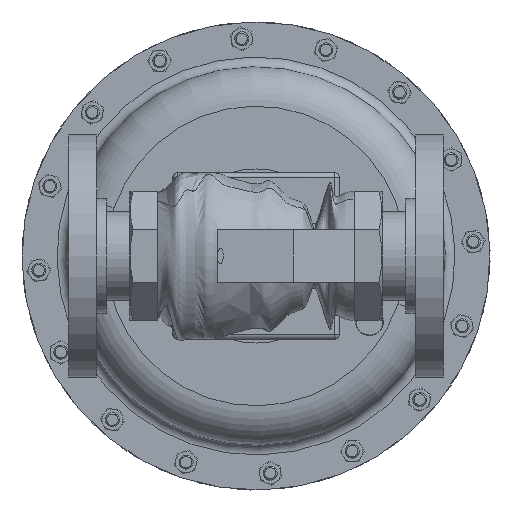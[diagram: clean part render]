
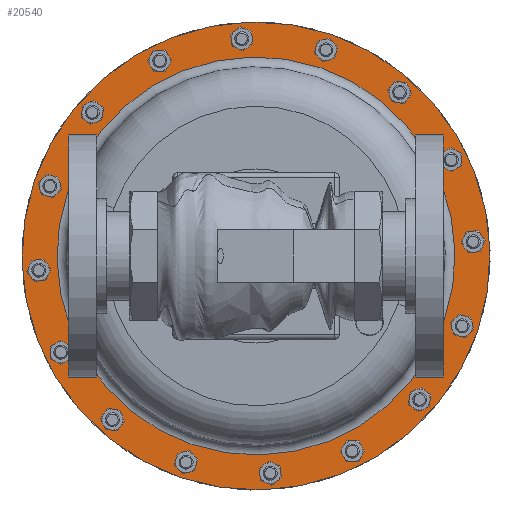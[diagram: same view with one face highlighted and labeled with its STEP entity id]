
A CAD part, front view. The second image highlights one B-rep face of the part: STEP entity #20540.
In plain terms, the highlighted planar face has unit normal (0, -1, 0).
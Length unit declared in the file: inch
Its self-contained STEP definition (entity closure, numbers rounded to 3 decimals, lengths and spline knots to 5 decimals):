
#1678 = ORIENTED_EDGE ( 'NONE', *, *, #2530, .F. ) ;
#2033 = CIRCLE ( 'NONE', #15345, 5.315 ) ;
#2530 = EDGE_CURVE ( 'NONE', #37290, #3552, #15770, .T. ) ;
#3552 = VERTEX_POINT ( 'NONE', #24178 ) ;
#6024 = ORIENTED_EDGE ( 'NONE', *, *, #32762, .T. ) ;
#6312 = PLANE ( 'NONE',  #15288 ) ;
#6479 = EDGE_LOOP ( 'NONE', ( #11878, #6024 ) ) ;
#11878 = ORIENTED_EDGE ( 'NONE', *, *, #27041, .T. ) ;
#13413 = DIRECTION ( 'NONE',  ( 0., 1., 0. ) ) ;
#14190 = DIRECTION ( 'NONE',  ( 0., 1., 0. ) ) ;
#15288 = AXIS2_PLACEMENT_3D ( 'NONE', #43426, #21272, #47134 ) ;
#15345 = AXIS2_PLACEMENT_3D ( 'NONE', #38559, #16371, #42289 ) ;
#15770 = CIRCLE ( 'NONE', #46658, 6.25 ) ;
#16259 = FACE_BOUND ( 'NONE', #6479, .T. ) ;
#16371 = DIRECTION ( 'NONE',  ( 0., 1., 0. ) ) ;
#17156 = EDGE_LOOP ( 'NONE', ( #39786, #1678 ) ) ;
#17325 = CIRCLE ( 'NONE', #30642, 6.25 ) ;
#17607 = CARTESIAN_POINT ( 'NONE',  ( -5.91831, 10.485, 2.009 ) ) ;
#19319 = AXIS2_PLACEMENT_3D ( 'NONE', #35622, #13413, #39330 ) ;
#20372 = CARTESIAN_POINT ( 'NONE',  ( -5.03293, 10.485, 1.70845 ) ) ;
#20540 = ADVANCED_FACE ( 'NONE', ( #16259, #35996 ), #6312, .T. ) ;
#21272 = DIRECTION ( 'NONE',  ( 0., -1., 0. ) ) ;
#21544 = CARTESIAN_POINT ( 'NONE',  ( 0., 10.485, 0. ) ) ;
#22615 = CIRCLE ( 'NONE', #19319, 5.315 ) ;
#23132 = VERTEX_POINT ( 'NONE', #24774 ) ;
#24178 = CARTESIAN_POINT ( 'NONE',  ( 5.91831, 10.485, -2.009 ) ) ;
#24774 = CARTESIAN_POINT ( 'NONE',  ( 5.03293, 10.485, -1.70845 ) ) ;
#25263 = DIRECTION ( 'NONE',  ( 0.947, 0., -0.321 ) ) ;
#27041 = EDGE_CURVE ( 'NONE', #23132, #42541, #22615, .T. ) ;
#30642 = AXIS2_PLACEMENT_3D ( 'NONE', #21544, #47394, #25263 ) ;
#32762 = EDGE_CURVE ( 'NONE', #42541, #23132, #2033, .T. ) ;
#35622 = CARTESIAN_POINT ( 'NONE',  ( 0., 10.485, 0. ) ) ;
#35996 = FACE_OUTER_BOUND ( 'NONE', #17156, .T. ) ;
#36397 = CARTESIAN_POINT ( 'NONE',  ( 0., 10.485, 0. ) ) ;
#37290 = VERTEX_POINT ( 'NONE', #17607 ) ;
#38559 = CARTESIAN_POINT ( 'NONE',  ( 0., 10.485, 0. ) ) ;
#39330 = DIRECTION ( 'NONE',  ( 0.947, 0., -0.321 ) ) ;
#39786 = ORIENTED_EDGE ( 'NONE', *, *, #43807, .F. ) ;
#40117 = DIRECTION ( 'NONE',  ( 0.947, 0., -0.321 ) ) ;
#42289 = DIRECTION ( 'NONE',  ( 0.947, 0., -0.321 ) ) ;
#42541 = VERTEX_POINT ( 'NONE', #20372 ) ;
#43426 = CARTESIAN_POINT ( 'NONE',  ( -2.009, 10.485, -5.91831 ) ) ;
#43807 = EDGE_CURVE ( 'NONE', #3552, #37290, #17325, .T. ) ;
#46658 = AXIS2_PLACEMENT_3D ( 'NONE', #36397, #14190, #40117 ) ;
#47134 = DIRECTION ( 'NONE',  ( -0.947, 0., 0.321 ) ) ;
#47394 = DIRECTION ( 'NONE',  ( 0., 1., 0. ) ) ;
